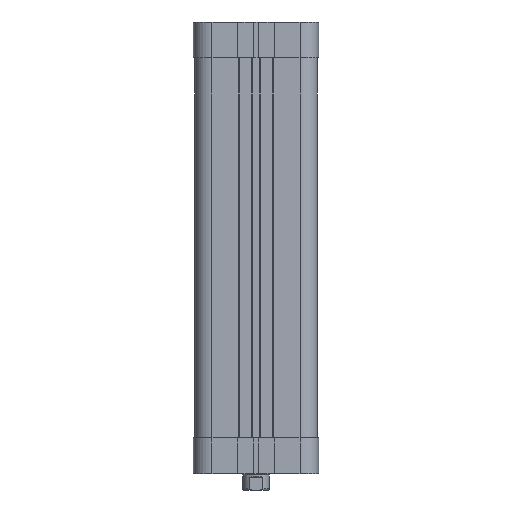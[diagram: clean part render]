
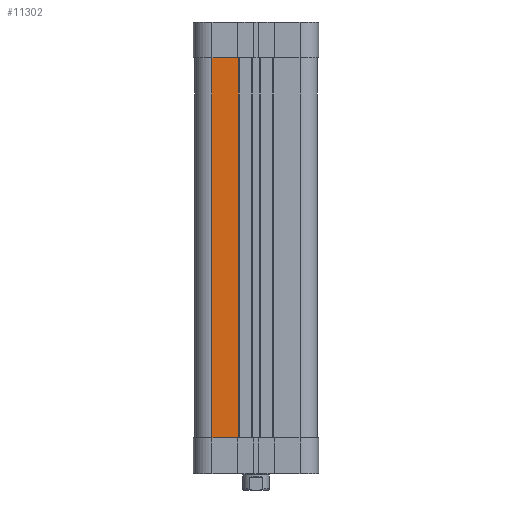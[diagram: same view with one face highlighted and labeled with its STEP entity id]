
A CAD part, front view. The second image highlights one B-rep face of the part: STEP entity #11302.
In plain terms, the highlighted planar face has unit normal (0, -1, 0).
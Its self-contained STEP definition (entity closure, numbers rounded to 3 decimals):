
#582=LINE('',#19164,#1380);
#694=LINE('',#19654,#1492);
#797=LINE('',#19960,#1595);
#798=LINE('',#19962,#1596);
#1380=VECTOR('',#14991,11.65);
#1492=VECTOR('',#15371,11.65);
#1595=VECTOR('',#15728,164.);
#1596=VECTOR('',#15731,164.);
#2295=PLANE('',#12595);
#3127=FACE_OUTER_BOUND('',#4010,.T.);
#4010=EDGE_LOOP('',(#10137,#10138,#10139,#10140));
#5602=VERTEX_POINT('',#19161);
#5603=VERTEX_POINT('',#19163);
#5846=VERTEX_POINT('',#19651);
#5847=VERTEX_POINT('',#19653);
#6983=EDGE_CURVE('',#5603,#5602,#582,.T.);
#7227=EDGE_CURVE('',#5847,#5846,#694,.T.);
#7379=EDGE_CURVE('',#5602,#5847,#797,.T.);
#7380=EDGE_CURVE('',#5603,#5846,#798,.T.);
#10137=ORIENTED_EDGE('',*,*,#7227,.T.);
#10138=ORIENTED_EDGE('',*,*,#7380,.F.);
#10139=ORIENTED_EDGE('',*,*,#6983,.T.);
#10140=ORIENTED_EDGE('',*,*,#7379,.T.);
#11302=ADVANCED_FACE('',(#3127),#2295,.T.);
#12595=AXIS2_PLACEMENT_3D('',#19961,#15729,#15730);
#14991=DIRECTION('',(1.,0.,0.));
#15371=DIRECTION('',(-1.,0.,0.));
#15728=DIRECTION('',(0.,0.,1.));
#15729=DIRECTION('center_axis',(0.,-1.,0.));
#15730=DIRECTION('ref_axis',(0.,0.,-1.));
#15731=DIRECTION('',(0.,0.,1.));
#19161=CARTESIAN_POINT('',(-7.35,-26.5,-164.));
#19163=CARTESIAN_POINT('',(-19.,-26.5,-164.));
#19164=CARTESIAN_POINT('',(-19.,-26.5,-164.));
#19651=CARTESIAN_POINT('',(-19.,-26.5,0.));
#19653=CARTESIAN_POINT('',(-7.35,-26.5,0.));
#19654=CARTESIAN_POINT('',(-19.,-26.5,0.));
#19960=CARTESIAN_POINT('',(-7.35,-26.5,-164.));
#19961=CARTESIAN_POINT('Origin',(-7.35,-26.5,-164.));
#19962=CARTESIAN_POINT('',(-19.,-26.5,-164.));
